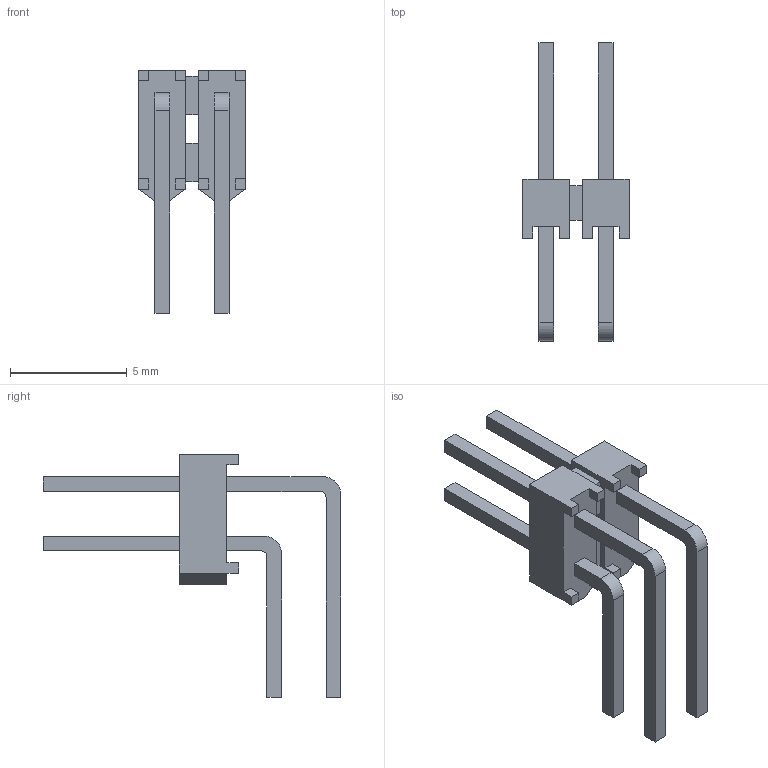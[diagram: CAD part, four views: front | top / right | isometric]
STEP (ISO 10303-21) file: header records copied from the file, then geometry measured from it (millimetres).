
FILE_DESCRIPTION(/* description */ (''),/* implementation_level */ '2;1');
FILE_NAME(/* name */ 'SAMTEC_TSW-102-22-L-D-RA.stp',/* time_stamp */ '2016-09-05T18:22:57+02:00',/* author */ ('bcivel'),/* organization */ (''),/* preprocessor_version */ 'ST-DEVELOPER v16.1',/* originating_system */ 'AutoCAD Mechanical',/* authorisation */ ' ');
FILE_SCHEMA (('AUTOMOTIVE_DESIGN { 1 0 10303 214 3 1 1 }'));
Length unit declared in the file: millimetre
Products named in the file (1): Product
Bounding box: 4.55 x 12.76 x 10.41 mm (x, y, z)
Volume: 74.8 mm3; surface area: 303.3 mm2
Topology: 12 solids, 12 shells, 120 faces, 284 edges, 188 vertices
Faces by surface type: plane 112, cylinder 8
Entity records: 3427 total; most frequent: CARTESIAN_POINT 593, ORIENTED_EDGE 568, DIRECTION 542, EDGE_CURVE 284, LINE 268, VECTOR 268, VERTEX_POINT 188, AXIS2_PLACEMENT_3D 137
